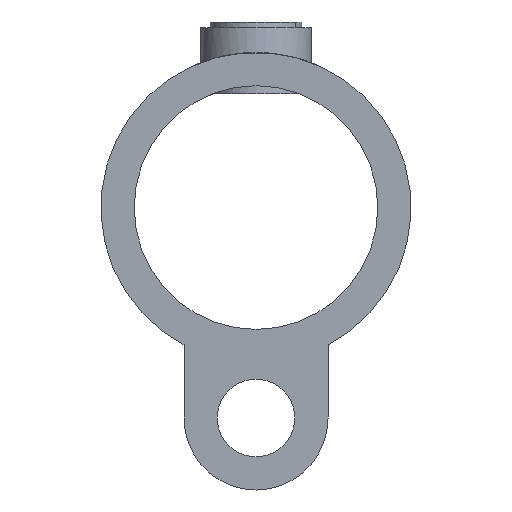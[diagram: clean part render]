
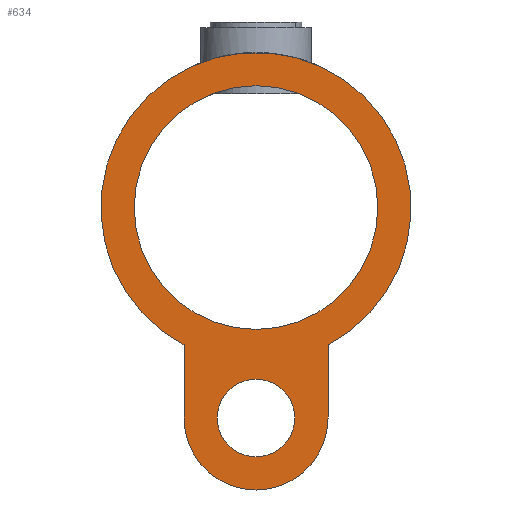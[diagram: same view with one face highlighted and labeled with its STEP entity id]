
A CAD part, front view. The second image highlights one B-rep face of the part: STEP entity #634.
In plain terms, the highlighted planar face has unit normal (0, -1, 0).
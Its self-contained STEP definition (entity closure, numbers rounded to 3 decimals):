
#26 = EDGE_CURVE ( 'NONE', #991, #1034, #793, .T. ) ;
#27 = CARTESIAN_POINT ( 'NONE',  ( -13., 0., -38. ) ) ;
#68 = DIRECTION ( 'NONE',  ( 0., 1., 0. ) ) ;
#75 = EDGE_LOOP ( 'NONE', ( #127, #723 ) ) ;
#85 = EDGE_CURVE ( 'NONE', #214, #103, #962, .T. ) ;
#96 = CARTESIAN_POINT ( 'NONE',  ( 0., 0., 0. ) ) ;
#103 = VERTEX_POINT ( 'NONE', #1211 ) ;
#106 = ORIENTED_EDGE ( 'NONE', *, *, #627, .F. ) ;
#115 = CARTESIAN_POINT ( 'NONE',  ( -13., 0., -38. ) ) ;
#118 = CIRCLE ( 'NONE', #1158, 22. ) ;
#127 = ORIENTED_EDGE ( 'NONE', *, *, #203, .T. ) ;
#130 = DIRECTION ( 'NONE',  ( 0., 0., -1. ) ) ;
#135 = CARTESIAN_POINT ( 'NONE',  ( -13., 0., -24.799 ) ) ;
#138 = EDGE_CURVE ( 'NONE', #103, #214, #741, .T. ) ;
#170 = DIRECTION ( 'NONE',  ( 0., 0., 1. ) ) ;
#172 = CARTESIAN_POINT ( 'NONE',  ( 13., 0., -38. ) ) ;
#200 = VECTOR ( 'NONE', #130, 1000. ) ;
#203 = EDGE_CURVE ( 'NONE', #970, #385, #118, .T. ) ;
#213 = CARTESIAN_POINT ( 'NONE',  ( 13., 0., -24.799 ) ) ;
#214 = VERTEX_POINT ( 'NONE', #370 ) ;
#220 = ORIENTED_EDGE ( 'NONE', *, *, #478, .F. ) ;
#258 = VERTEX_POINT ( 'NONE', #172 ) ;
#298 = ORIENTED_EDGE ( 'NONE', *, *, #138, .T. ) ;
#339 = ORIENTED_EDGE ( 'NONE', *, *, #85, .T. ) ;
#342 = LINE ( 'NONE', #213, #200 ) ;
#355 = CARTESIAN_POINT ( 'NONE',  ( 13., 0., -24.799 ) ) ;
#356 = AXIS2_PLACEMENT_3D ( 'NONE', #431, #445, #545 ) ;
#359 = DIRECTION ( 'NONE',  ( 0., 0., 1. ) ) ;
#361 = CARTESIAN_POINT ( 'NONE',  ( 0., 0., 0. ) ) ;
#370 = CARTESIAN_POINT ( 'NONE',  ( 0., 0., -31. ) ) ;
#385 = VERTEX_POINT ( 'NONE', #794 ) ;
#392 = FACE_OUTER_BOUND ( 'NONE', #760, .T. ) ;
#406 = CARTESIAN_POINT ( 'NONE',  ( 0., 0., -38. ) ) ;
#411 = CARTESIAN_POINT ( 'NONE',  ( 0., 0., -22. ) ) ;
#431 = CARTESIAN_POINT ( 'NONE',  ( 0., 0., -38. ) ) ;
#445 = DIRECTION ( 'NONE',  ( 0., 1., 0. ) ) ;
#478 = EDGE_CURVE ( 'NONE', #1034, #1131, #561, .T. ) ;
#483 = DIRECTION ( 'NONE',  ( 0., 0., 1. ) ) ;
#496 = FACE_BOUND ( 'NONE', #1262, .T. ) ;
#545 = DIRECTION ( 'NONE',  ( 0., 0., 1. ) ) ;
#561 = CIRCLE ( 'NONE', #1278, 28. ) ;
#586 = CARTESIAN_POINT ( 'NONE',  ( 0., 0., -38. ) ) ;
#596 = DIRECTION ( 'NONE',  ( 0., 1., 0. ) ) ;
#598 = DIRECTION ( 'NONE',  ( 0., 0., 1. ) ) ;
#614 = CARTESIAN_POINT ( 'NONE',  ( 0., 0., -51. ) ) ;
#627 = EDGE_CURVE ( 'NONE', #258, #816, #745, .T. ) ;
#631 = PLANE ( 'NONE',  #902 ) ;
#634 = ADVANCED_FACE ( 'NONE', ( #392, #496, #799 ), #631, .F. ) ;
#655 = DIRECTION ( 'NONE',  ( 0., 0., 1. ) ) ;
#658 = CARTESIAN_POINT ( 'NONE',  ( 0., 0., -38. ) ) ;
#659 = DIRECTION ( 'NONE',  ( 0., 1., 0. ) ) ;
#689 = DIRECTION ( 'NONE',  ( 0., 0., 1. ) ) ;
#690 = DIRECTION ( 'NONE',  ( 0., 1., 0. ) ) ;
#691 = CARTESIAN_POINT ( 'NONE',  ( 0., 0., 0. ) ) ;
#706 = ORIENTED_EDGE ( 'NONE', *, *, #26, .F. ) ;
#723 = ORIENTED_EDGE ( 'NONE', *, *, #1032, .T. ) ;
#741 = CIRCLE ( 'NONE', #898, 7. ) ;
#745 = CIRCLE ( 'NONE', #1218, 13. ) ;
#754 = CIRCLE ( 'NONE', #951, 22. ) ;
#760 = EDGE_LOOP ( 'NONE', ( #106, #1063, #220, #706, #1293 ) ) ;
#793 = LINE ( 'NONE', #27, #1038 ) ;
#794 = CARTESIAN_POINT ( 'NONE',  ( 0., 0., 22. ) ) ;
#799 = FACE_BOUND ( 'NONE', #75, .T. ) ;
#816 = VERTEX_POINT ( 'NONE', #614 ) ;
#898 = AXIS2_PLACEMENT_3D ( 'NONE', #1219, #1221, #483 ) ;
#902 = AXIS2_PLACEMENT_3D ( 'NONE', #658, #68, #655 ) ;
#951 = AXIS2_PLACEMENT_3D ( 'NONE', #96, #659, #170 ) ;
#962 = CIRCLE ( 'NONE', #1051, 7. ) ;
#970 = VERTEX_POINT ( 'NONE', #411 ) ;
#975 = EDGE_CURVE ( 'NONE', #1131, #258, #342, .T. ) ;
#991 = VERTEX_POINT ( 'NONE', #115 ) ;
#1032 = EDGE_CURVE ( 'NONE', #385, #970, #754, .T. ) ;
#1034 = VERTEX_POINT ( 'NONE', #135 ) ;
#1038 = VECTOR ( 'NONE', #359, 1000. ) ;
#1051 = AXIS2_PLACEMENT_3D ( 'NONE', #406, #1124, #1146 ) ;
#1063 = ORIENTED_EDGE ( 'NONE', *, *, #975, .F. ) ;
#1106 = DIRECTION ( 'NONE',  ( 0., 1., 0. ) ) ;
#1110 = DIRECTION ( 'NONE',  ( 0., 0., 1. ) ) ;
#1124 = DIRECTION ( 'NONE',  ( 0., 1., 0. ) ) ;
#1131 = VERTEX_POINT ( 'NONE', #355 ) ;
#1146 = DIRECTION ( 'NONE',  ( 0., 0., 1. ) ) ;
#1158 = AXIS2_PLACEMENT_3D ( 'NONE', #361, #1106, #1110 ) ;
#1211 = CARTESIAN_POINT ( 'NONE',  ( 0., 0., -45. ) ) ;
#1218 = AXIS2_PLACEMENT_3D ( 'NONE', #586, #596, #598 ) ;
#1219 = CARTESIAN_POINT ( 'NONE',  ( 0., 0., -38. ) ) ;
#1221 = DIRECTION ( 'NONE',  ( 0., 1., 0. ) ) ;
#1257 = CIRCLE ( 'NONE', #356, 13. ) ;
#1262 = EDGE_LOOP ( 'NONE', ( #298, #339 ) ) ;
#1278 = AXIS2_PLACEMENT_3D ( 'NONE', #691, #690, #689 ) ;
#1292 = EDGE_CURVE ( 'NONE', #816, #991, #1257, .T. ) ;
#1293 = ORIENTED_EDGE ( 'NONE', *, *, #1292, .F. ) ;
